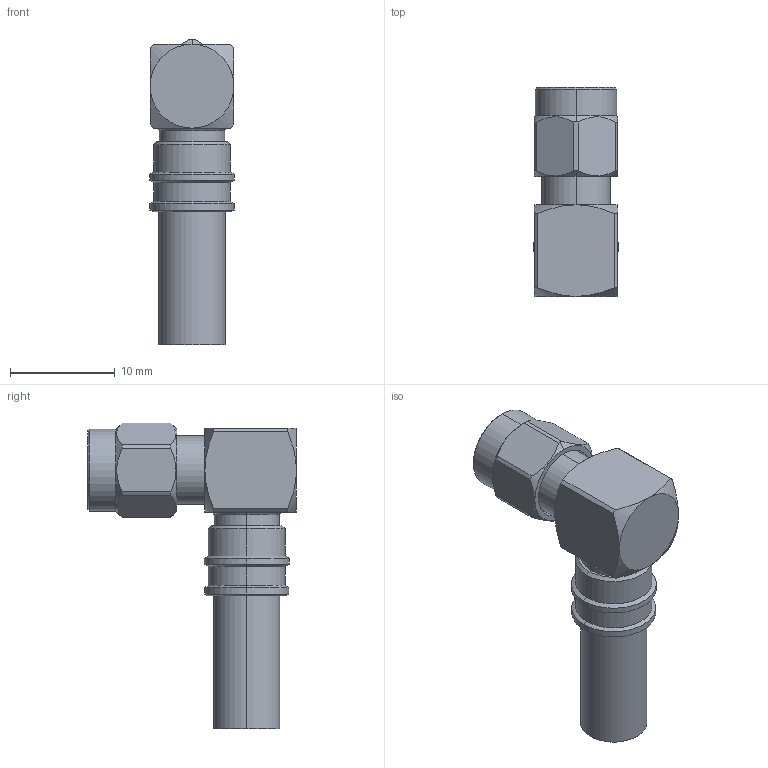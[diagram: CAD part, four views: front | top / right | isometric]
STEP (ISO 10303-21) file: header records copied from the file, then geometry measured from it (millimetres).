
FILE_DESCRIPTION (( 'STEP AP214' ), '1' );
FILE_NAME ('3190-6431(EZ-195-SM-RA-X).STEP', '2020-08-10T08:45:50', ( '' ), ( '' ), 'SwSTEP 2.0', 'SolidWorks 2017', '' );
FILE_SCHEMA (( 'AUTOMOTIVE_DESIGN' ));
Length unit declared in the file: millimetre
Products named in the file (1): 3190-6431(EZ-195-SM-RA-X)
Bounding box: 8.1 x 19.95 x 29.2 mm (x, y, z)
Volume: 1504.5 mm3; surface area: 1771.5 mm2
Topology: 1 solids, 1 shells, 117 faces, 257 edges, 158 vertices
Faces by surface type: cylinder 49, cone 38, plane 28, torus 2
Entity records: 3421 total; most frequent: CARTESIAN_POINT 745, DIRECTION 605, ORIENTED_EDGE 514, AXIS2_PLACEMENT_3D 258, EDGE_CURVE 257, VERTEX_POINT 158, CIRCLE 140, EDGE_LOOP 133
